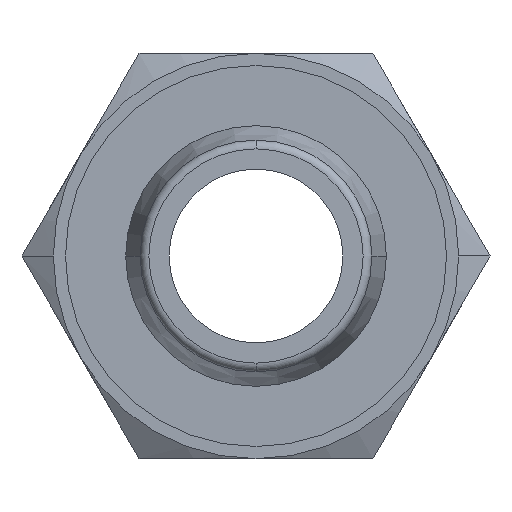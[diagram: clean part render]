
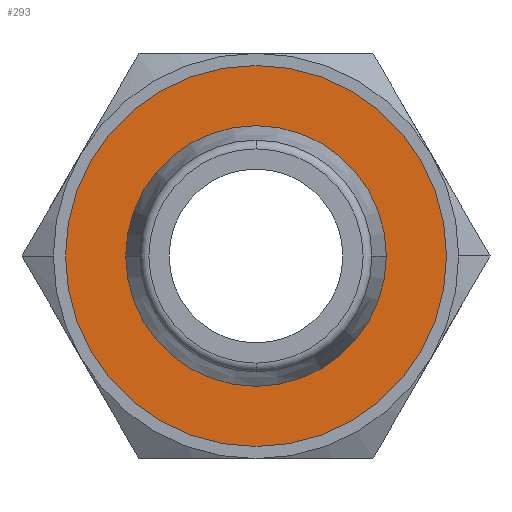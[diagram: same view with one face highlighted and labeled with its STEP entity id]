
A CAD part, front view. The second image highlights one B-rep face of the part: STEP entity #293.
In plain terms, the highlighted planar face has unit normal (0, -1, 0).
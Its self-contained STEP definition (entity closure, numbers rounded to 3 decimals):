
#293=ADVANCED_FACE('',(#585,#586),#587,.T.);
#585=FACE_OUTER_BOUND('',#870,.T.);
#586=FACE_BOUND('',#871,.T.);
#587=PLANE('',#872);
#870=EDGE_LOOP('',(#1602,#1603));
#871=EDGE_LOOP('',(#1604,#1605));
#872=AXIS2_PLACEMENT_3D('',#1606,#1607,#1608);
#1602=ORIENTED_EDGE('',*,*,#1793,.T.);
#1603=ORIENTED_EDGE('',*,*,#1875,.T.);
#1604=ORIENTED_EDGE('',*,*,#1886,.F.);
#1605=ORIENTED_EDGE('',*,*,#1801,.F.);
#1606=CARTESIAN_POINT('',(0.0,14.0,0.0));
#1607=DIRECTION('',(0.0,-1.0,0.0));
#1608=DIRECTION('',(-1.0,0.0,0.0));
#1793=EDGE_CURVE('',#2160,#2162,#2164,.T.);
#1801=EDGE_CURVE('',#2172,#2174,#2175,.T.);
#1875=EDGE_CURVE('',#2162,#2160,#2258,.T.);
#1886=EDGE_CURVE('',#2174,#2172,#2269,.T.);
#2160=VERTEX_POINT('',#2733);
#2162=VERTEX_POINT('',#2736);
#2164=CIRCLE('',#2739,6.58);
#2172=VERTEX_POINT('',#2749);
#2174=VERTEX_POINT('',#2752);
#2175=CIRCLE('',#2753,4.5);
#2258=CIRCLE('',#2955,6.58);
#2269=CIRCLE('',#2977,4.5);
#2733=CARTESIAN_POINT('',(6.58,14.0,0.0));
#2736=CARTESIAN_POINT('',(-6.58,14.0,0.));
#2739=AXIS2_PLACEMENT_3D('',#3257,#3258,#3259);
#2749=CARTESIAN_POINT('',(4.5,14.0,0.));
#2752=CARTESIAN_POINT('',(-4.5,14.0,0.));
#2753=AXIS2_PLACEMENT_3D('',#3266,#3267,#3268);
#2955=AXIS2_PLACEMENT_3D('',#3334,#3335,#3336);
#2977=AXIS2_PLACEMENT_3D('',#3346,#3347,#3348);
#3257=CARTESIAN_POINT('',(0.0,14.0,0.0));
#3258=DIRECTION('',(0.0,-1.0,0.0));
#3259=DIRECTION('',(1.0,0.0,0.0));
#3266=CARTESIAN_POINT('',(0.0,14.0,0.0));
#3267=DIRECTION('',(0.0,-1.0,0.0));
#3268=DIRECTION('',(1.0,0.0,0.0));
#3334=CARTESIAN_POINT('',(0.0,14.0,0.0));
#3335=DIRECTION('',(0.0,-1.0,0.0));
#3336=DIRECTION('',(1.0,0.0,0.0));
#3346=CARTESIAN_POINT('',(0.0,14.0,0.0));
#3347=DIRECTION('',(0.0,-1.0,0.0));
#3348=DIRECTION('',(1.0,0.0,0.0));
